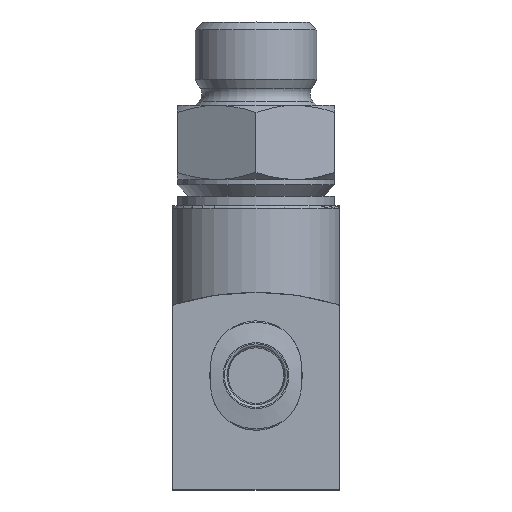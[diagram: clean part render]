
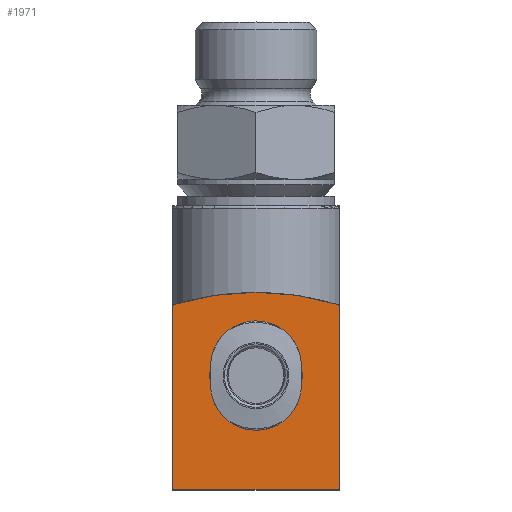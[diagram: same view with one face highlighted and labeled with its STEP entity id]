
A CAD part, top view. The second image highlights one B-rep face of the part: STEP entity #1971.
In plain terms, the highlighted planar face has unit normal (0, 0, 1).
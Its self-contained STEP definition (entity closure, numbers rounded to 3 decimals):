
#69=LINE('',#2708,#137);
#81=LINE('',#2733,#149);
#99=LINE('',#2848,#167);
#137=VECTOR('',#2247,1000.);
#149=VECTOR('',#2261,1000.);
#167=VECTOR('',#2325,1000.);
#196=PLANE('',#2087);
#243=CIRCLE('',#2075,0.3);
#245=CIRCLE('',#2079,0.3);
#247=CIRCLE('',#2083,30.);
#249=CIRCLE('',#2088,5.);
#404=ORIENTED_EDGE('',*,*,#747,.T.);
#405=ORIENTED_EDGE('',*,*,#726,.T.);
#406=ORIENTED_EDGE('',*,*,#691,.T.);
#407=ORIENTED_EDGE('',*,*,#742,.T.);
#408=ORIENTED_EDGE('',*,*,#703,.T.);
#409=ORIENTED_EDGE('',*,*,#733,.T.);
#410=ORIENTED_EDGE('',*,*,#740,.T.);
#691=EDGE_CURVE('',#870,#869,#69,.T.);
#703=EDGE_CURVE('',#882,#881,#81,.T.);
#726=EDGE_CURVE('',#899,#870,#243,.T.);
#733=EDGE_CURVE('',#881,#903,#245,.T.);
#740=EDGE_CURVE('',#903,#899,#247,.T.);
#742=EDGE_CURVE('',#869,#882,#99,.T.);
#747=EDGE_CURVE('',#910,#910,#249,.F.);
#869=VERTEX_POINT('',#2707);
#870=VERTEX_POINT('',#2709);
#881=VERTEX_POINT('',#2732);
#882=VERTEX_POINT('',#2734);
#899=VERTEX_POINT('',#2798);
#903=VERTEX_POINT('',#2816);
#910=VERTEX_POINT('',#2870);
#1043=EDGE_LOOP('',(#404));
#1044=EDGE_LOOP('',(#405,#406,#407,#408,#409,#410));
#1177=FACE_BOUND('',#1043,.T.);
#1178=FACE_BOUND('',#1044,.T.);
#1971=ADVANCED_FACE('',(#1177,#1178),#196,.T.);
#2075=AXIS2_PLACEMENT_3D('',#2797,#2300,#2301);
#2079=AXIS2_PLACEMENT_3D('',#2817,#2311,#2312);
#2083=AXIS2_PLACEMENT_3D('',#2845,#2320,#2321);
#2087=AXIS2_PLACEMENT_3D('',#2868,#2330,#2331);
#2088=AXIS2_PLACEMENT_3D('',#2869,#2332,#2333);
#2247=DIRECTION('',(0.,-1.,0.));
#2261=DIRECTION('',(0.,1.,0.));
#2300=DIRECTION('',(0.,0.,1.));
#2301=DIRECTION('',(1.,0.,0.));
#2311=DIRECTION('',(0.,0.,1.));
#2312=DIRECTION('',(1.,0.,0.));
#2320=DIRECTION('',(0.,0.,1.));
#2321=DIRECTION('',(1.,0.,0.));
#2325=DIRECTION('',(1.,0.,0.));
#2330=DIRECTION('',(0.,0.,1.));
#2331=DIRECTION('',(1.,0.,0.));
#2332=DIRECTION('',(0.,0.,1.));
#2333=DIRECTION('',(1.,0.,0.));
#2707=CARTESIAN_POINT('',(-9.,0.,25.6));
#2708=CARTESIAN_POINT('',(-9.,19.647,25.6));
#2709=CARTESIAN_POINT('',(-9.,19.647,25.6));
#2732=CARTESIAN_POINT('',(9.,19.647,25.6));
#2733=CARTESIAN_POINT('',(9.,0.,25.6));
#2734=CARTESIAN_POINT('',(9.,0.,25.6));
#2797=CARTESIAN_POINT('',(-8.7,19.647,25.6));
#2798=CARTESIAN_POINT('',(-8.788,19.934,25.6));
#2816=CARTESIAN_POINT('',(8.788,19.934,25.6));
#2817=CARTESIAN_POINT('',(8.7,19.647,25.6));
#2845=CARTESIAN_POINT('',(0.,-8.75,25.6));
#2848=CARTESIAN_POINT('',(-9.,0.,25.6));
#2868=CARTESIAN_POINT('',(-8.7,19.647,25.6));
#2869=CARTESIAN_POINT('',(0.,12.25,25.6));
#2870=CARTESIAN_POINT('',(5.,12.25,25.6));
